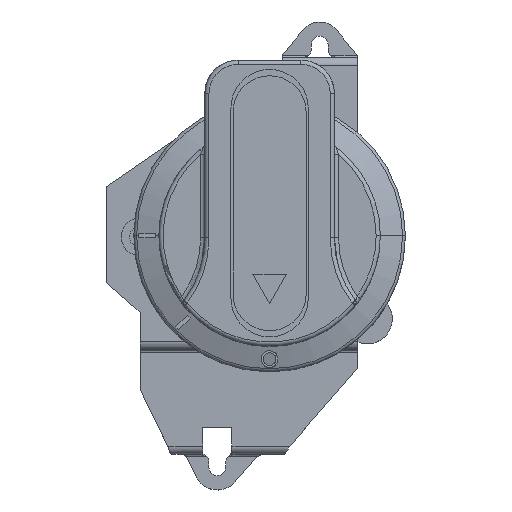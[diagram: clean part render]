
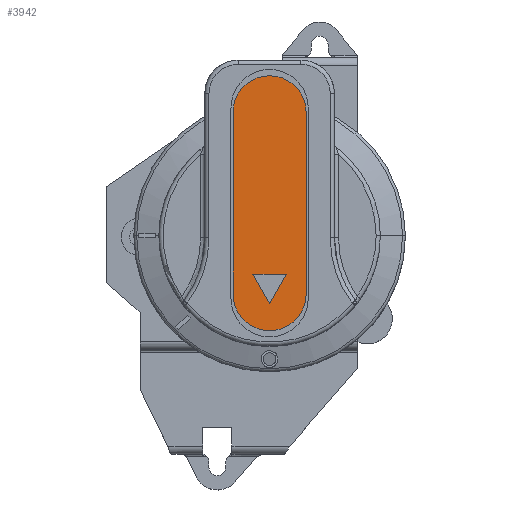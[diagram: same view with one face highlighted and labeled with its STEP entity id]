
A CAD part, top view. The second image highlights one B-rep face of the part: STEP entity #3942.
In plain terms, the highlighted planar face has unit normal (0, 0, 1).
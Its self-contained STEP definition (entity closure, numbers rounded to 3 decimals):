
#1686 = ORIENTED_EDGE ( 'NONE', *, *, #3520, .T. ) ;
#1723 = ORIENTED_EDGE ( 'NONE', *, *, #3521, .F. ) ;
#1724 = ORIENTED_EDGE ( 'NONE', *, *, #3501, .F. ) ;
#1725 = ORIENTED_EDGE ( 'NONE', *, *, #3523, .F. ) ;
#1757 = ORIENTED_EDGE ( 'NONE', *, *, #3518, .T. ) ;
#1758 = ORIENTED_EDGE ( 'NONE', *, *, #3515, .T. ) ;
#1784 = ORIENTED_EDGE ( 'NONE', *, *, #3522, .T. ) ;
#2504 = VERTEX_POINT ( 'NONE', #7722 ) ;
#2551 = VERTEX_POINT ( 'NONE', #7769 ) ;
#2562 = VERTEX_POINT ( 'NONE', #7780 ) ;
#2572 = VERTEX_POINT ( 'NONE', #7790 ) ;
#2576 = VERTEX_POINT ( 'NONE', #7794 ) ;
#2579 = VERTEX_POINT ( 'NONE', #7797 ) ;
#2580 = VERTEX_POINT ( 'NONE', #7798 ) ;
#3501 = EDGE_CURVE ( 'NONE', #2576, #2562, #9178, .T. ) ;
#3515 = EDGE_CURVE ( 'NONE', #2579, #2580, #9205, .T. ) ;
#3518 = EDGE_CURVE ( 'NONE', #2572, #2579, #9208, .T. ) ;
#3520 = EDGE_CURVE ( 'NONE', #2504, #2572, #9214, .T. ) ;
#3521 = EDGE_CURVE ( 'NONE', #2562, #2551, #9203, .T. ) ;
#3522 = EDGE_CURVE ( 'NONE', #2580, #2504, #9213, .T. ) ;
#3523 = EDGE_CURVE ( 'NONE', #2551, #2576, #9217, .T. ) ;
#3942 = ADVANCED_FACE ( 'NONE', ( #11662, #11667 ), #10797, .T. ) ;
#5420 = AXIS2_PLACEMENT_3D ( 'NONE', #8964, #8972, #8973 ) ;
#5421 = AXIS2_PLACEMENT_3D ( 'NONE', #8957, #8962, #8963 ) ;
#6535 = EDGE_LOOP ( 'NONE', ( #1723, #1724, #1725 ) ) ;
#6538 = EDGE_LOOP ( 'NONE', ( #1757, #1758, #1784, #1686 ) ) ;
#7722 = CARTESIAN_POINT ( 'NONE',  ( 8.75, 29.5, 47. ) ) ;
#7769 = CARTESIAN_POINT ( 'NONE',  ( 4., -9.25, 47. ) ) ;
#7780 = CARTESIAN_POINT ( 'NONE',  ( 0., -16.25, 47. ) ) ;
#7790 = CARTESIAN_POINT ( 'NONE',  ( -8.75, 29.5, 47. ) ) ;
#7794 = CARTESIAN_POINT ( 'NONE',  ( -4., -9.25, 47. ) ) ;
#7797 = CARTESIAN_POINT ( 'NONE',  ( -8.75, -14., 47. ) ) ;
#7798 = CARTESIAN_POINT ( 'NONE',  ( 8.75, -14., 47. ) ) ;
#8928 = CARTESIAN_POINT ( 'NONE',  ( 0., -16.25, 47. ) ) ;
#8929 = DIRECTION ( 'NONE',  ( 0.496, -0.868, 0. ) ) ;
#8957 = CARTESIAN_POINT ( 'NONE',  ( 0., -14., 47. ) ) ;
#8961 = CARTESIAN_POINT ( 'NONE',  ( 8.75, -14., 47. ) ) ;
#8962 = DIRECTION ( 'NONE',  ( 0., 0., 1. ) ) ;
#8963 = DIRECTION ( 'NONE',  ( 1., 0., 0. ) ) ;
#8964 = CARTESIAN_POINT ( 'NONE',  ( 0., 29.5, 47. ) ) ;
#8968 = CARTESIAN_POINT ( 'NONE',  ( -8.75, -14., 47. ) ) ;
#8969 = DIRECTION ( 'NONE',  ( 0., -1., 0. ) ) ;
#8972 = DIRECTION ( 'NONE',  ( 0., 0., 1. ) ) ;
#8973 = DIRECTION ( 'NONE',  ( 1., 0., 0. ) ) ;
#8974 = CARTESIAN_POINT ( 'NONE',  ( 4., -9.25, 47. ) ) ;
#8975 = DIRECTION ( 'NONE',  ( 0.496, 0.868, 0. ) ) ;
#8977 = DIRECTION ( 'NONE',  ( 0., 1., 0. ) ) ;
#8978 = CARTESIAN_POINT ( 'NONE',  ( -4., -9.25, 47. ) ) ;
#8979 = DIRECTION ( 'NONE',  ( -1., 0., 0. ) ) ;
#9178 = LINE ( 'NONE', #8928, #9179 ) ;
#9179 = VECTOR ( 'NONE', #8929, 1000. ) ;
#9194 = VECTOR ( 'NONE', #8975, 1000. ) ;
#9203 = LINE ( 'NONE', #8974, #9194 ) ;
#9205 = CIRCLE ( 'NONE', #5421, 8.75 ) ;
#9208 = LINE ( 'NONE', #8968, #9209 ) ;
#9209 = VECTOR ( 'NONE', #8969, 1000. ) ;
#9213 = LINE ( 'NONE', #8961, #9215 ) ;
#9214 = CIRCLE ( 'NONE', #5420, 8.75 ) ;
#9215 = VECTOR ( 'NONE', #8977, 1000. ) ;
#9217 = LINE ( 'NONE', #8978, #9218 ) ;
#9218 = VECTOR ( 'NONE', #8979, 1000. ) ;
#10797 = PLANE ( 'NONE',  #10989 ) ;
#10800 = CARTESIAN_POINT ( 'NONE',  ( 0., 0., 47. ) ) ;
#10805 = DIRECTION ( 'NONE',  ( 0., 0., 1. ) ) ;
#10806 = DIRECTION ( 'NONE',  ( 1., 0., 0. ) ) ;
#10989 = AXIS2_PLACEMENT_3D ( 'NONE', #10800, #10805, #10806 ) ;
#11662 = FACE_BOUND ( 'NONE', #6535, .T. ) ;
#11667 = FACE_OUTER_BOUND ( 'NONE', #6538, .T. ) ;
